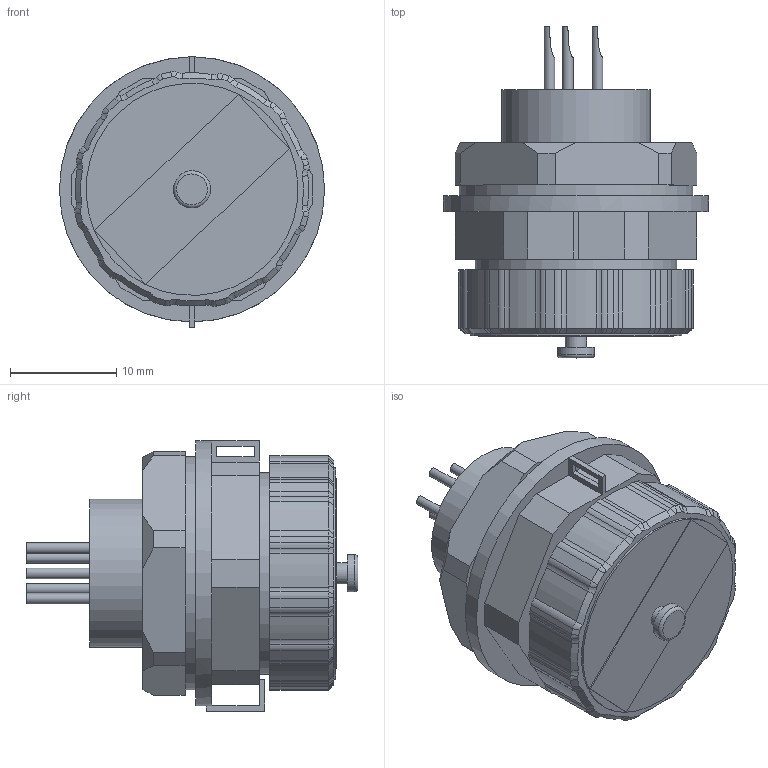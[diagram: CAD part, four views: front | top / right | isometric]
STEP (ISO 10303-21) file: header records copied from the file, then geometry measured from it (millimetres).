
FILE_DESCRIPTION(/* description */ (''),/* implementation_level */ '2;1');
FILE_NAME(/* name */ 'SP16-5P, female, back nut type, with cap.stp',/* time_stamp */ '2020-05-04T23:36:27+02:00',/* author */ ('Vadim'),/* organization */ (''),/* preprocessor_version */ 'ST-DEVELOPER v16.13',/* originating_system */ 'Autodesk Inventor 2018',/* authorisation */ '');
FILE_SCHEMA (('AUTOMOTIVE_DESIGN { 1 0 10303 214 3 1 1 }'));
Length unit declared in the file: millimetre
Products named in the file (8): SP16-2P female waterproof connector; cap; rubber_washer; nut; nut_1; center_4p_female; center_2p_female_body; pin
Assembly tree (11 placements, depth 3):
  SP16-2P female waterproof connector
    cap
    rubber_washer
    nut
    nut_1
    center_4p_female
      center_2p_female_body
      pin  x5
Bounding box: 25 x 31.3 x 25.5 mm (x, y, z)
Volume: 6765.3 mm3; surface area: 8143.2 mm2
Topology: 10 solids, 10 shells, 300 faces, 731 edges, 459 vertices
Faces by surface type: plane 137, cylinder 98, cone 59, bspline 5, torus 1
Full cylindrical faces by diameter (mm): 0.75 x5, 1 x13, 2 x1, 3.5 x1, 9 x1, 10 x1, 14 x2, 16 x1, 17 x1, 19 x1, 20 x2, 22 x1, 25 x1
Entity records: 8791 total; most frequent: DIRECTION 1505, CARTESIAN_POINT 1452, ORIENTED_EDGE 1326, EDGE_CURVE 663, AXIS2_PLACEMENT_3D 548, VERTEX_POINT 431, LINE 409, VECTOR 409
